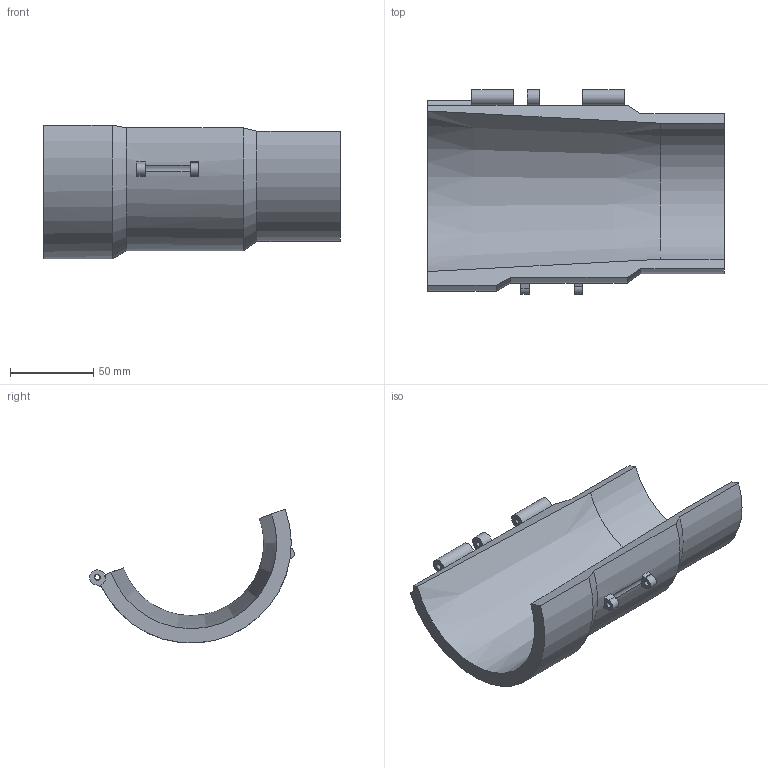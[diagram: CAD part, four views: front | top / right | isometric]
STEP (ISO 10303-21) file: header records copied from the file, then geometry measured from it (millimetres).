
FILE_DESCRIPTION(/* description */ ('STEP AP242','CAx-IF Rec.Pracs.---Representation and Presentation of Product Manufacturing Information (PMI)---4.0---2014-10-13','CAx-IF Rec.Pracs.---3D Tessellated Geometry---0.4---2014-09-14','2;1'),/* implementation_level */ '2;1');
FILE_NAME(/* name */ 'Part Studio 1 - Arm Back',/* time_stamp */ '2025-07-06T02:22:28Z',/* author */ (''),/* organization */ (''),/* preprocessor_version */ 'ST-DEVELOPER v20',/* originating_system */ 'ONSHAPE BY PTC INC, 1.200',/* authorisation */ ' ');
FILE_SCHEMA (('AP242_MANAGED_MODEL_BASED_3D_ENGINEERING_MIM_LF { 1 0 10303 442 1 1 4 }'));
Length unit declared in the file: metre
Products named in the file (1): Arm Back
Bounding box: 178 x 122.86 x 80.44 mm (x, y, z)
Volume: 234733 mm3; surface area: 64904 mm2
Topology: 1 solids, 1 shells, 45 faces, 120 edges, 80 vertices
Faces by surface type: plane 24, cylinder 17, cone 4
Full cylindrical faces by diameter (mm): 3.15 x4, 3.55 x1
Entity records: 1443 total; most frequent: CARTESIAN_POINT 253, DIRECTION 251, ORIENTED_EDGE 230, EDGE_CURVE 115, AXIS2_PLACEMENT_3D 94, VERTEX_POINT 80, LINE 63, VECTOR 63
